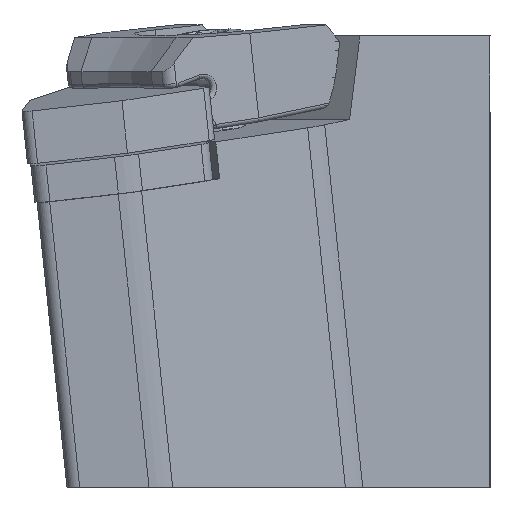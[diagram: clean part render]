
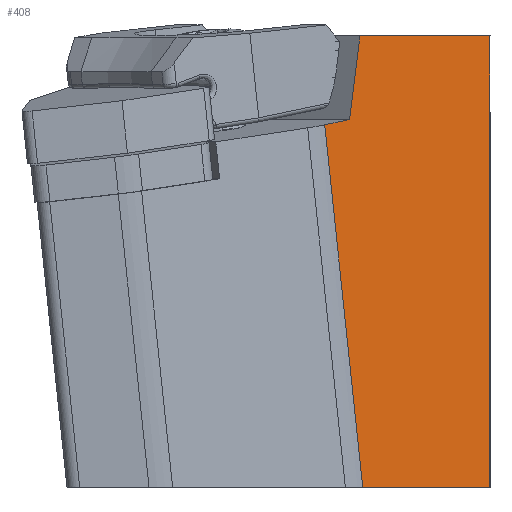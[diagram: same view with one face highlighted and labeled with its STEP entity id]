
A CAD part, left-side view. The second image highlights one B-rep face of the part: STEP entity #408.
In plain terms, the highlighted planar face has unit normal (-0.703, -0.711, 0).
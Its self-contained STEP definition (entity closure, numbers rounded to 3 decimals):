
#408=ADVANCED_FACE('',(#667),#587,.F.);
#587=PLANE('',#3323);
#667=FACE_OUTER_BOUND('',#839,.T.);
#839=EDGE_LOOP('',(#1538,#1539,#1540,#1541,#1542,#1543));
#1029=LINE('',#4453,#1261);
#1058=LINE('',#4520,#1290);
#1059=LINE('',#4522,#1291);
#1060=LINE('',#4523,#1292);
#1061=LINE('',#4525,#1293);
#1062=LINE('',#4527,#1294);
#1261=VECTOR('',#3621,1.);
#1290=VECTOR('',#3670,1.);
#1291=VECTOR('',#3673,1.);
#1292=VECTOR('',#3674,1.);
#1293=VECTOR('',#3675,1.);
#1294=VECTOR('',#3676,1.);
#1538=ORIENTED_EDGE('',*,*,#2750,.F.);
#1539=ORIENTED_EDGE('',*,*,#2785,.F.);
#1540=ORIENTED_EDGE('',*,*,#2784,.F.);
#1541=ORIENTED_EDGE('',*,*,#2786,.F.);
#1542=ORIENTED_EDGE('',*,*,#2787,.F.);
#1543=ORIENTED_EDGE('',*,*,#2788,.F.);
#2443=VERTEX_POINT('',#4452);
#2444=VERTEX_POINT('',#4454);
#2470=VERTEX_POINT('',#4517);
#2471=VERTEX_POINT('',#4519);
#2472=VERTEX_POINT('',#4524);
#2473=VERTEX_POINT('',#4526);
#2750=EDGE_CURVE('',#2443,#2444,#1029,.T.);
#2784=EDGE_CURVE('',#2471,#2470,#1058,.T.);
#2785=EDGE_CURVE('',#2470,#2443,#1059,.T.);
#2786=EDGE_CURVE('',#2472,#2471,#1060,.T.);
#2787=EDGE_CURVE('',#2473,#2472,#1061,.T.);
#2788=EDGE_CURVE('',#2444,#2473,#1062,.T.);
#3323=AXIS2_PLACEMENT_3D('',#4528,#3677,#3678);
#3621=DIRECTION('',(0.124,-0.122,0.985));
#3670=DIRECTION('',(-0.105,0.104,0.989));
#3673=DIRECTION('',(0.703,-0.696,0.147));
#3674=DIRECTION('',(-0.711,0.703,0.));
#3675=DIRECTION('',(-0.001,0.,-1.));
#3676=DIRECTION('',(0.711,-0.703,0.));
#3677=DIRECTION('',(0.703,0.711,0.));
#3678=DIRECTION('',(0.711,-0.703,0.));
#4452=CARTESIAN_POINT('',(11.742,-28.02,-0.627));
#4453=CARTESIAN_POINT('',(6.917,-23.27,-38.934));
#4454=CARTESIAN_POINT('',(12.64,-28.904,6.5));
#4517=CARTESIAN_POINT('',(9.596,-25.898,-1.077));
#4519=CARTESIAN_POINT('',(12.864,-29.148,-32.));
#4520=CARTESIAN_POINT('',(13.777,-30.056,-40.639));
#4522=CARTESIAN_POINT('',(9.596,-25.898,-1.077));
#4523=CARTESIAN_POINT('',(13.779,-30.053,-32.));
#4524=CARTESIAN_POINT('',(23.835,-40.,-32.));
#4525=CARTESIAN_POINT('',(23.83,-40.,-40.645));
#4526=CARTESIAN_POINT('',(23.857,-40.,6.5));
#4527=CARTESIAN_POINT('',(13.79,-30.042,6.5));
#4528=CARTESIAN_POINT('',(13.777,-30.056,-40.639));
